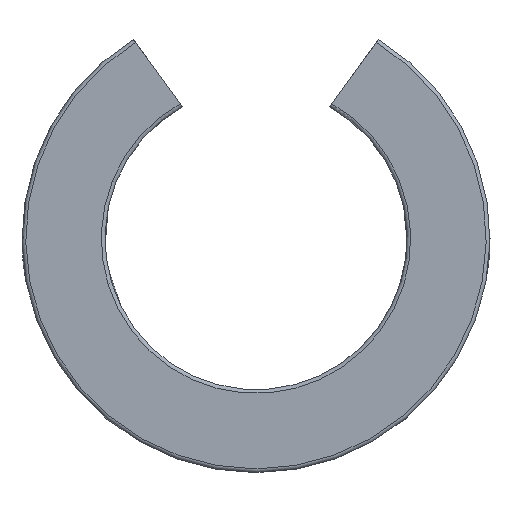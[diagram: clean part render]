
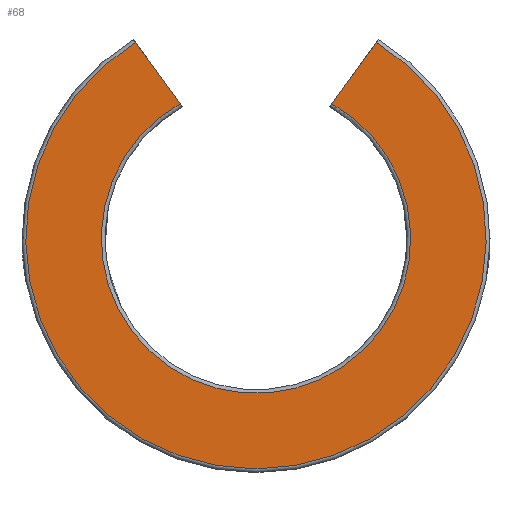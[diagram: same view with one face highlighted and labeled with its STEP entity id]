
A CAD part, left-side view. The second image highlights one B-rep face of the part: STEP entity #68.
In plain terms, the highlighted planar face has unit normal (-1, 0, 0).
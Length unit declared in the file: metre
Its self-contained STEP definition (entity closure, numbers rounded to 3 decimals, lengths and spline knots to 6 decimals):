
#68 = ADVANCED_FACE( '', ( #152 ), #153, .T. );
#152 = FACE_OUTER_BOUND( '', #249, .T. );
#153 = PLANE( '', #250 );
#249 = EDGE_LOOP( '', ( #397, #398, #399, #400 ) );
#250 = AXIS2_PLACEMENT_3D( '', #401, #402, #403 );
#397 = ORIENTED_EDGE( '', *, *, #626, .T. );
#398 = ORIENTED_EDGE( '', *, *, #596, .T. );
#399 = ORIENTED_EDGE( '', *, *, #619, .T. );
#400 = ORIENTED_EDGE( '', *, *, #629, .T. );
#401 = CARTESIAN_POINT( '', ( -0.04, 0., 0. ) );
#402 = DIRECTION( '', ( -1., 0., 0. ) );
#403 = DIRECTION( '', ( 0., -1., 0. ) );
#596 = EDGE_CURVE( '', #717, #715, #718, .T. );
#619 = EDGE_CURVE( '', #715, #756, #757, .T. );
#626 = EDGE_CURVE( '', #767, #717, #768, .F. );
#629 = EDGE_CURVE( '', #756, #767, #771, .T. );
#715 = VERTEX_POINT( '', #884 );
#717 = VERTEX_POINT( '', #891 );
#718 = LINE( '', #892, #893 );
#756 = VERTEX_POINT( '', #1054 );
#757 = CIRCLE( '', #1055, 0.0305 );
#767 = VERTEX_POINT( '', #1121 );
#768 = CIRCLE( '', #1122, 0.0205 );
#771 = LINE( '', #1130, #1131 );
#884 = CARTESIAN_POINT( '', ( -0.04, 0.015951, 0.025997 ) );
#891 = CARTESIAN_POINT( '', ( -0.04, 0.010046, 0.01787 ) );
#892 = CARTESIAN_POINT( '', ( -0.04, -0.001922, 0.001397 ) );
#893 = VECTOR( '', #1292, 1. );
#1054 = CARTESIAN_POINT( '', ( -0.04, -0.015951, 0.025997 ) );
#1055 = AXIS2_PLACEMENT_3D( '', #1315, #1316, #1317 );
#1121 = CARTESIAN_POINT( '', ( -0.04, -0.010046, 0.01787 ) );
#1122 = AXIS2_PLACEMENT_3D( '', #1324, #1325, #1326 );
#1130 = CARTESIAN_POINT( '', ( -0.04, 0.001922, 0.001397 ) );
#1131 = VECTOR( '', #1327, 1. );
#1292 = DIRECTION( '', ( 0., 0.588, 0.809 ) );
#1315 = CARTESIAN_POINT( '', ( -0.04, 0., 0. ) );
#1316 = DIRECTION( '', ( -1., 0., 0. ) );
#1317 = DIRECTION( '', ( 0., -1., 0. ) );
#1324 = CARTESIAN_POINT( '', ( -0.04, 0., 0. ) );
#1325 = DIRECTION( '', ( -1., 0., 0. ) );
#1326 = DIRECTION( '', ( 0., -1., 0. ) );
#1327 = DIRECTION( '', ( 0., 0.588, -0.809 ) );
